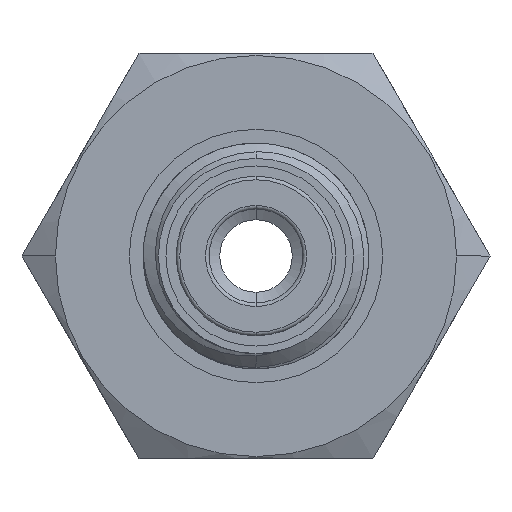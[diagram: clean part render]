
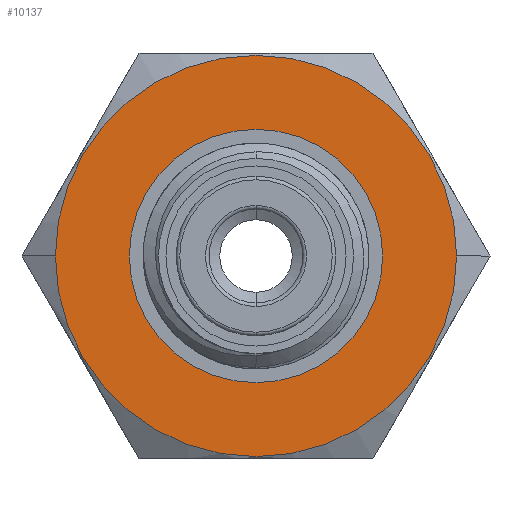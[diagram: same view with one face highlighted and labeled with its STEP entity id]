
A CAD part, left-side view. The second image highlights one B-rep face of the part: STEP entity #10137.
In plain terms, the highlighted planar face has unit normal (-1, 0, 0).
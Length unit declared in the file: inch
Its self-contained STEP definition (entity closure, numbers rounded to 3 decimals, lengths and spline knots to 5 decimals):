
#1267 = CARTESIAN_POINT ( 'NONE',  ( -1.31, 0., -0.281 ) ) ;
#2258 = CARTESIAN_POINT ( 'NONE',  ( -1.31, 0., 0.281 ) ) ;
#3468 = EDGE_LOOP ( 'NONE', ( #5188, #9509 ) ) ;
#3565 = CARTESIAN_POINT ( 'NONE',  ( -1.31, 0., 0. ) ) ;
#3625 = DIRECTION ( 'NONE',  ( -1., 0., 0. ) ) ;
#4091 = CARTESIAN_POINT ( 'NONE',  ( -1.31, 0., 0. ) ) ;
#4394 = AXIS2_PLACEMENT_3D ( 'NONE', #12525, #4426, #16655 ) ;
#4426 = DIRECTION ( 'NONE',  ( -1., 0., 0. ) ) ;
#4706 = FACE_OUTER_BOUND ( 'NONE', #3468, .T. ) ;
#4708 = EDGE_LOOP ( 'NONE', ( #12949, #7540 ) ) ;
#5188 = ORIENTED_EDGE ( 'NONE', *, *, #11220, .T. ) ;
#5666 = AXIS2_PLACEMENT_3D ( 'NONE', #10349, #14328, #11622 ) ;
#6255 = DIRECTION ( 'NONE',  ( 0., -1., 0. ) ) ;
#7126 = VERTEX_POINT ( 'NONE', #2258 ) ;
#7196 = CIRCLE ( 'NONE', #4394, 0.495 ) ;
#7540 = ORIENTED_EDGE ( 'NONE', *, *, #12773, .F. ) ;
#7685 = AXIS2_PLACEMENT_3D ( 'NONE', #3565, #3625, #6255 ) ;
#7850 = CIRCLE ( 'NONE', #16036, 0.281 ) ;
#7964 = EDGE_CURVE ( 'NONE', #7126, #8983, #8657, .T. ) ;
#8657 = CIRCLE ( 'NONE', #16975, 0.281 ) ;
#8983 = VERTEX_POINT ( 'NONE', #1267 ) ;
#9060 = VERTEX_POINT ( 'NONE', #9554 ) ;
#9509 = ORIENTED_EDGE ( 'NONE', *, *, #11098, .T. ) ;
#9554 = CARTESIAN_POINT ( 'NONE',  ( -1.31, -0.495, 0. ) ) ;
#10137 = ADVANCED_FACE ( 'NONE', ( #4706, #10201 ), #14204, .F. ) ;
#10201 = FACE_BOUND ( 'NONE', #4708, .T. ) ;
#10349 = CARTESIAN_POINT ( 'NONE',  ( -1.31, 0.495, 0. ) ) ;
#10851 = DIRECTION ( 'NONE',  ( 0., 0., 1. ) ) ;
#11098 = EDGE_CURVE ( 'NONE', #9060, #16406, #12900, .T. ) ;
#11220 = EDGE_CURVE ( 'NONE', #16406, #9060, #7196, .T. ) ;
#11402 = CARTESIAN_POINT ( 'NONE',  ( -1.31, 0., 0. ) ) ;
#11592 = DIRECTION ( 'NONE',  ( -1., 0., 0. ) ) ;
#11622 = DIRECTION ( 'NONE',  ( 0., 1., 0. ) ) ;
#12525 = CARTESIAN_POINT ( 'NONE',  ( -1.31, 0., 0. ) ) ;
#12773 = EDGE_CURVE ( 'NONE', #8983, #7126, #7850, .T. ) ;
#12900 = CIRCLE ( 'NONE', #7685, 0.495 ) ;
#12926 = DIRECTION ( 'NONE',  ( 0., 0., 1. ) ) ;
#12949 = ORIENTED_EDGE ( 'NONE', *, *, #7964, .F. ) ;
#14204 = PLANE ( 'NONE',  #5666 ) ;
#14328 = DIRECTION ( 'NONE',  ( 1., 0., 0. ) ) ;
#14533 = CARTESIAN_POINT ( 'NONE',  ( -1.31, 0.495, 0. ) ) ;
#16036 = AXIS2_PLACEMENT_3D ( 'NONE', #11402, #11592, #12926 ) ;
#16208 = DIRECTION ( 'NONE',  ( -1., 0., 0. ) ) ;
#16406 = VERTEX_POINT ( 'NONE', #14533 ) ;
#16655 = DIRECTION ( 'NONE',  ( 0., -1., 0. ) ) ;
#16975 = AXIS2_PLACEMENT_3D ( 'NONE', #4091, #16208, #10851 ) ;
